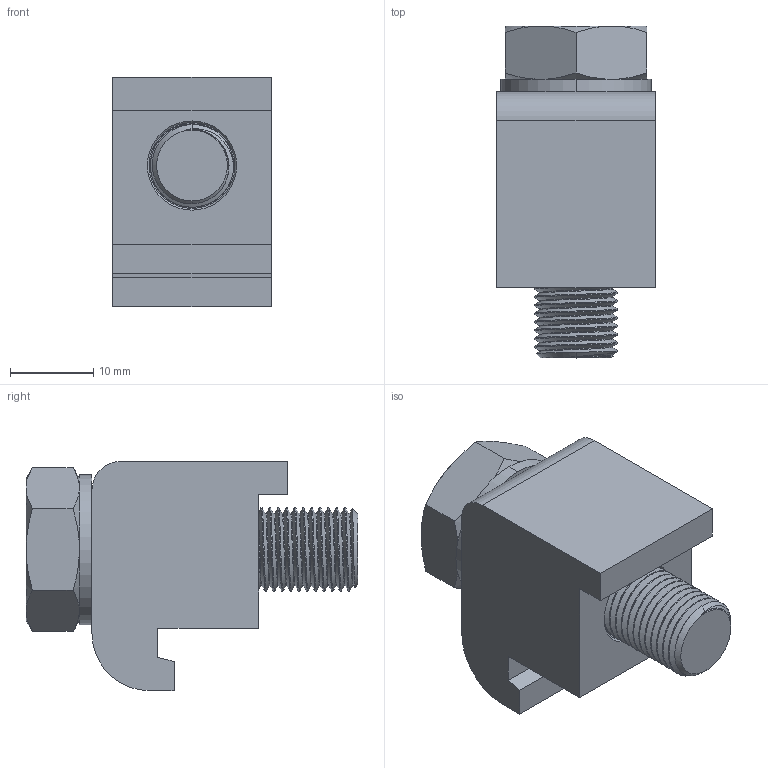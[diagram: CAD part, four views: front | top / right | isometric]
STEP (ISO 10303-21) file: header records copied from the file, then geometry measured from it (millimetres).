
FILE_DESCRIPTION (( 'STEP AP203' ), '1' );
FILE_NAME ('P1012767.STEP', '2022-08-18T17:40:39', ( '' ), ( '' ), 'SwSTEP 2.0', 'SolidWorks 2021', '' );
FILE_SCHEMA (( 'CONFIG_CONTROL_DESIGN' ));
Length unit declared in the file: inch
Products named in the file (1): P1012767
Bounding box: 19 x 39.8 x 27.5 mm (x, y, z)
Volume: 11370.8 mm3; surface area: 6345.5 mm2
Topology: 3 solids, 3 shells, 123 faces, 330 edges, 214 vertices
Faces by surface type: cylinder 74, plane 23, cone 23, bspline 3
Entity records: 9568 total; most frequent: CARTESIAN_POINT 6858, ORIENTED_EDGE 660, DIRECTION 443, EDGE_CURVE 330, VERTEX_POINT 214, AXIS2_PLACEMENT_3D 162, EDGE_LOOP 128, ADVANCED_FACE 123
